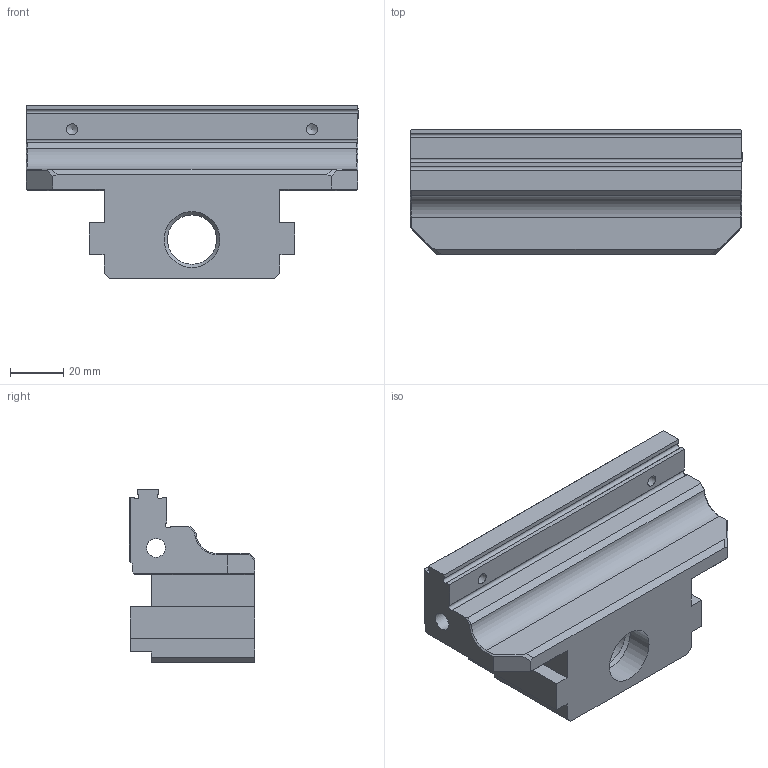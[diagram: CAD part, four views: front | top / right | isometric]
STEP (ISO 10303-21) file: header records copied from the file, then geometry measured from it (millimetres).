
FILE_DESCRIPTION((''),'2;1');
FILE_NAME('LANG_Robot_move2.stp','2017-03-14T15:53:11',(''),(''),'STEP Write','Mastercam 2017 ... CNC Software, Inc.','');
FILE_SCHEMA(('AUTOMOTIVE_DESIGN'));
Length unit declared in the file: millimetre
Products named in the file (1): None
Bounding box: 124.6 x 47 x 65 mm (x, y, z)
Volume: 174183.6 mm3; surface area: 34228.2 mm2
Topology: 1 solids, 1 shells, 82 faces, 222 edges, 144 vertices
Faces by surface type: plane 62, cylinder 14, cone 6
Full cylindrical faces by diameter (mm): 4.2 x4, 7 x2, 7.2 x1, 18.5 x1, 21 x2
Entity records: 2690 total; most frequent: CARTESIAN_POINT 574, ORIENTED_EDGE 408, DIRECTION 394, EDGE_CURVE 204, VECTOR 170, LINE 170, VERTEX_POINT 140, AXIS2_PLACEMENT_3D 112
